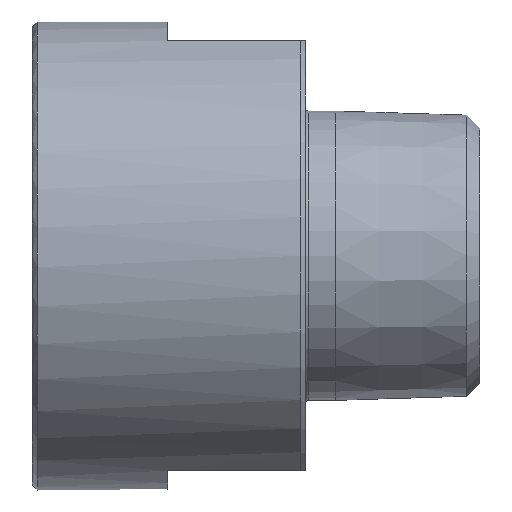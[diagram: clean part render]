
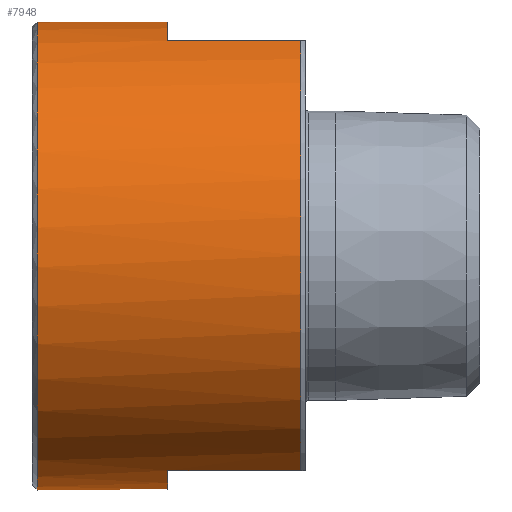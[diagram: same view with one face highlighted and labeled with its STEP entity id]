
A CAD part, front view. The second image highlights one B-rep face of the part: STEP entity #7948.
In plain terms, the highlighted cylindrical face has radius 27.25 mm (diameter 54.5 mm), a full revolution.
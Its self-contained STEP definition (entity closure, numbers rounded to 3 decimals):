
#213 = CARTESIAN_POINT ( 'NONE',  ( 31.2, 0., 0. ) ) ;
#290 = DIRECTION ( 'NONE',  ( 0., 0., 1. ) ) ;
#670 = VERTEX_POINT ( 'NONE', #5248 ) ;
#1056 = CARTESIAN_POINT ( 'NONE',  ( 31.2, -10.843, 25. ) ) ;
#2063 = CARTESIAN_POINT ( 'NONE',  ( 15.75, -10.843, 25. ) ) ;
#2120 = DIRECTION ( 'NONE',  ( -1., 0., 0. ) ) ;
#2490 = CARTESIAN_POINT ( 'NONE',  ( 0., -10.843, -25. ) ) ;
#2782 = CARTESIAN_POINT ( 'NONE',  ( 15.75, 0., 0. ) ) ;
#2984 = ORIENTED_EDGE ( 'NONE', *, *, #13581, .T. ) ;
#3571 = ORIENTED_EDGE ( 'NONE', *, *, #12215, .T. ) ;
#3643 = CARTESIAN_POINT ( 'NONE',  ( 0., -10.843, 25. ) ) ;
#3667 = AXIS2_PLACEMENT_3D ( 'NONE', #6613, #12312, #11100 ) ;
#3916 = AXIS2_PLACEMENT_3D ( 'NONE', #13456, #5439, #6416 ) ;
#3918 = AXIS2_PLACEMENT_3D ( 'NONE', #12393, #7892, #5496 ) ;
#4059 = DIRECTION ( 'NONE',  ( -1., 0., 0. ) ) ;
#4123 = EDGE_CURVE ( 'NONE', #670, #670, #12042, .T. ) ;
#4236 = AXIS2_PLACEMENT_3D ( 'NONE', #213, #12947, #290 ) ;
#4885 = EDGE_LOOP ( 'NONE', ( #7920 ) ) ;
#5120 = AXIS2_PLACEMENT_3D ( 'NONE', #14090, #4059, #8305 ) ;
#5248 = CARTESIAN_POINT ( 'NONE',  ( 0.55, 0., -27.25 ) ) ;
#5358 = CIRCLE ( 'NONE', #5120, 27.25 ) ;
#5439 = DIRECTION ( 'NONE',  ( -1., 0., 0. ) ) ;
#5496 = DIRECTION ( 'NONE',  ( 0., 0., -1. ) ) ;
#5633 = AXIS2_PLACEMENT_3D ( 'NONE', #2782, #10774, #6137 ) ;
#5761 = EDGE_CURVE ( 'NONE', #14231, #14079, #6970, .T. ) ;
#6137 = DIRECTION ( 'NONE',  ( 0., 0., -1. ) ) ;
#6207 = CARTESIAN_POINT ( 'NONE',  ( 31.2, 10.843, -25. ) ) ;
#6416 = DIRECTION ( 'NONE',  ( 0., 0., -1. ) ) ;
#6538 = FACE_OUTER_BOUND ( 'NONE', #9185, .T. ) ;
#6613 = CARTESIAN_POINT ( 'NONE',  ( 0., 0., 0. ) ) ;
#6841 = LINE ( 'NONE', #3643, #7832 ) ;
#6970 = LINE ( 'NONE', #11318, #10518 ) ;
#7601 = ORIENTED_EDGE ( 'NONE', *, *, #13063, .F. ) ;
#7725 = CARTESIAN_POINT ( 'NONE',  ( 15.75, 10.843, 25. ) ) ;
#7832 = VECTOR ( 'NONE', #12683, 1000. ) ;
#7843 = VECTOR ( 'NONE', #8899, 1000. ) ;
#7877 = LINE ( 'NONE', #2490, #14740 ) ;
#7878 = FACE_OUTER_BOUND ( 'NONE', #4885, .T. ) ;
#7892 = DIRECTION ( 'NONE',  ( 1., 0., 0. ) ) ;
#7920 = ORIENTED_EDGE ( 'NONE', *, *, #4123, .T. ) ;
#7948 = ADVANCED_FACE ( 'NONE', ( #7878, #6538 ), #8984, .T. ) ;
#8263 = CIRCLE ( 'NONE', #5633, 27.25 ) ;
#8305 = DIRECTION ( 'NONE',  ( 0., 0., 1. ) ) ;
#8527 = CIRCLE ( 'NONE', #4236, 27.25 ) ;
#8638 = VERTEX_POINT ( 'NONE', #11961 ) ;
#8899 = DIRECTION ( 'NONE',  ( -1., 0., 0. ) ) ;
#8918 = VERTEX_POINT ( 'NONE', #1056 ) ;
#8984 = CYLINDRICAL_SURFACE ( 'NONE', #3667, 27.25 ) ;
#9185 = EDGE_LOOP ( 'NONE', ( #14795, #10152, #14591, #3571, #7601, #14285, #2984, #14671 ) ) ;
#9512 = EDGE_CURVE ( 'NONE', #12701, #14064, #12277, .T. ) ;
#9634 = VERTEX_POINT ( 'NONE', #12549 ) ;
#9740 = CARTESIAN_POINT ( 'NONE',  ( 31.2, -10.843, -25. ) ) ;
#9941 = EDGE_CURVE ( 'NONE', #9634, #14231, #5358, .T. ) ;
#9961 = CARTESIAN_POINT ( 'NONE',  ( 0., 10.843, 25. ) ) ;
#10152 = ORIENTED_EDGE ( 'NONE', *, *, #9941, .T. ) ;
#10480 = DIRECTION ( 'NONE',  ( -1., 0., 0. ) ) ;
#10518 = VECTOR ( 'NONE', #2120, 1000. ) ;
#10774 = DIRECTION ( 'NONE',  ( -1., 0., 0. ) ) ;
#11100 = DIRECTION ( 'NONE',  ( 0., 0., 1. ) ) ;
#11318 = CARTESIAN_POINT ( 'NONE',  ( 0., 10.843, -25. ) ) ;
#11375 = CARTESIAN_POINT ( 'NONE',  ( 15.75, 10.843, -25. ) ) ;
#11961 = CARTESIAN_POINT ( 'NONE',  ( 15.75, -10.843, -25. ) ) ;
#12042 = CIRCLE ( 'NONE', #3918, 27.25 ) ;
#12215 = EDGE_CURVE ( 'NONE', #14079, #8638, #8263, .T. ) ;
#12237 = EDGE_CURVE ( 'NONE', #13955, #8918, #8527, .T. ) ;
#12277 = CIRCLE ( 'NONE', #3916, 27.25 ) ;
#12312 = DIRECTION ( 'NONE',  ( -1., 0., 0. ) ) ;
#12393 = CARTESIAN_POINT ( 'NONE',  ( 0.55, 0., 0. ) ) ;
#12549 = CARTESIAN_POINT ( 'NONE',  ( 31.2, 10.843, 25. ) ) ;
#12683 = DIRECTION ( 'NONE',  ( -1., 0., 0. ) ) ;
#12701 = VERTEX_POINT ( 'NONE', #2063 ) ;
#12947 = DIRECTION ( 'NONE',  ( -1., 0., 0. ) ) ;
#13063 = EDGE_CURVE ( 'NONE', #13955, #8638, #7877, .T. ) ;
#13456 = CARTESIAN_POINT ( 'NONE',  ( 15.75, 0., 0. ) ) ;
#13494 = LINE ( 'NONE', #9961, #7843 ) ;
#13581 = EDGE_CURVE ( 'NONE', #8918, #12701, #6841, .T. ) ;
#13955 = VERTEX_POINT ( 'NONE', #9740 ) ;
#14007 = EDGE_CURVE ( 'NONE', #9634, #14064, #13494, .T. ) ;
#14064 = VERTEX_POINT ( 'NONE', #7725 ) ;
#14079 = VERTEX_POINT ( 'NONE', #11375 ) ;
#14090 = CARTESIAN_POINT ( 'NONE',  ( 31.2, 0., 0. ) ) ;
#14231 = VERTEX_POINT ( 'NONE', #6207 ) ;
#14285 = ORIENTED_EDGE ( 'NONE', *, *, #12237, .T. ) ;
#14591 = ORIENTED_EDGE ( 'NONE', *, *, #5761, .T. ) ;
#14671 = ORIENTED_EDGE ( 'NONE', *, *, #9512, .T. ) ;
#14740 = VECTOR ( 'NONE', #10480, 1000. ) ;
#14795 = ORIENTED_EDGE ( 'NONE', *, *, #14007, .F. ) ;
